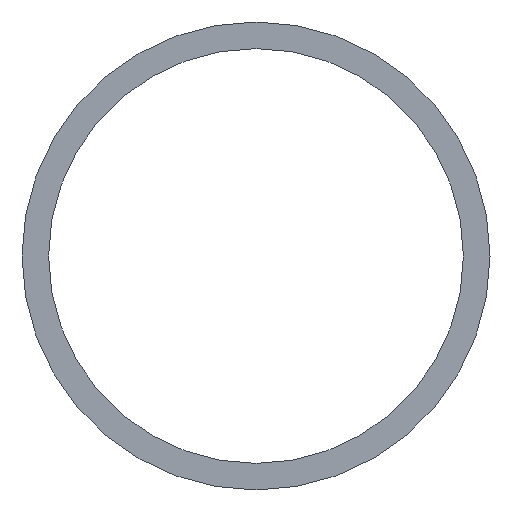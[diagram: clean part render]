
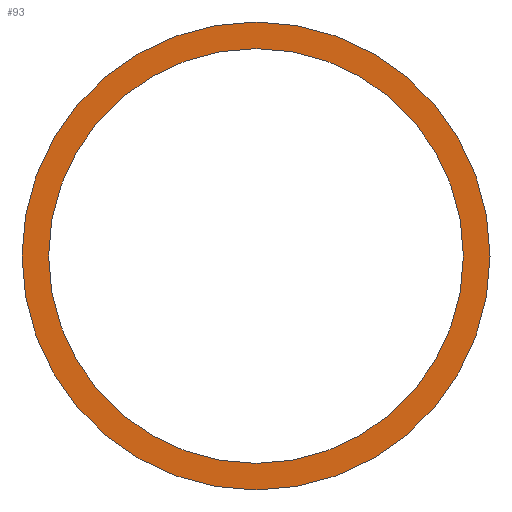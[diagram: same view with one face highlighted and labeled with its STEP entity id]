
A CAD part, left-side view. The second image highlights one B-rep face of the part: STEP entity #93.
In plain terms, the highlighted planar face has unit normal (-1, 0, 0).
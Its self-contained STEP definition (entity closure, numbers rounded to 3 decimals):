
#51 = EDGE_CURVE( '', #77, #97, #121, .T. );
#53 = EDGE_CURVE( '', #69, #91, #123, .T. );
#59 = EDGE_CURVE( '', #97, #77, #129, .T. );
#69 = VERTEX_POINT( '', #140 );
#77 = VERTEX_POINT( '', #151 );
#83 = EDGE_CURVE( '', #91, #69, #157, .T. );
#91 = VERTEX_POINT( '', #165 );
#93 = ADVANCED_FACE( '', ( #167, #168 ), #169, .F. );
#97 = VERTEX_POINT( '', #175 );
#121 = CIRCLE( '', #190, 80. );
#123 = CIRCLE( '', #193, 70.9 );
#129 = CIRCLE( '', #201, 80. );
#140 = CARTESIAN_POINT( '', ( 0., 0., -70.9 ) );
#151 = CARTESIAN_POINT( '', ( 0., 0., 80. ) );
#157 = CIRCLE( '', #234, 70.9 );
#165 = CARTESIAN_POINT( '', ( 0., 0., 70.9 ) );
#167 = FACE_OUTER_BOUND( '', #246, .T. );
#168 = FACE_BOUND( '', #247, .T. );
#169 = PLANE( '', #248 );
#175 = CARTESIAN_POINT( '', ( 0., 0., -80. ) );
#190 = AXIS2_PLACEMENT_3D( '', #266, #267, #268 );
#193 = AXIS2_PLACEMENT_3D( '', #269, #270, #271 );
#201 = AXIS2_PLACEMENT_3D( '', #274, #275, #276 );
#234 = AXIS2_PLACEMENT_3D( '', #316, #317, #318 );
#246 = EDGE_LOOP( '', ( #326, #327 ) );
#247 = EDGE_LOOP( '', ( #328, #329 ) );
#248 = AXIS2_PLACEMENT_3D( '', #330, #331, #332 );
#266 = CARTESIAN_POINT( '', ( 0., 0., 0. ) );
#267 = DIRECTION( '', ( 1., 0., 0. ) );
#268 = DIRECTION( '', ( 0., 0., -1. ) );
#269 = CARTESIAN_POINT( '', ( 0., 0., 0. ) );
#270 = DIRECTION( '', ( 1., 0., 0. ) );
#271 = DIRECTION( '', ( 0., 0., -1. ) );
#274 = CARTESIAN_POINT( '', ( 0., 0., 0. ) );
#275 = DIRECTION( '', ( 1., 0., 0. ) );
#276 = DIRECTION( '', ( 0., 0., -1. ) );
#316 = CARTESIAN_POINT( '', ( 0., 0., 0. ) );
#317 = DIRECTION( '', ( 1., 0., 0. ) );
#318 = DIRECTION( '', ( 0., 0., -1. ) );
#326 = ORIENTED_EDGE( '', *, *, #59, .F. );
#327 = ORIENTED_EDGE( '', *, *, #51, .F. );
#328 = ORIENTED_EDGE( '', *, *, #53, .T. );
#329 = ORIENTED_EDGE( '', *, *, #83, .T. );
#330 = CARTESIAN_POINT( '', ( 0., 0., 0. ) );
#331 = DIRECTION( '', ( 1., 0., 0. ) );
#332 = DIRECTION( '', ( 0., 0., -1. ) );
